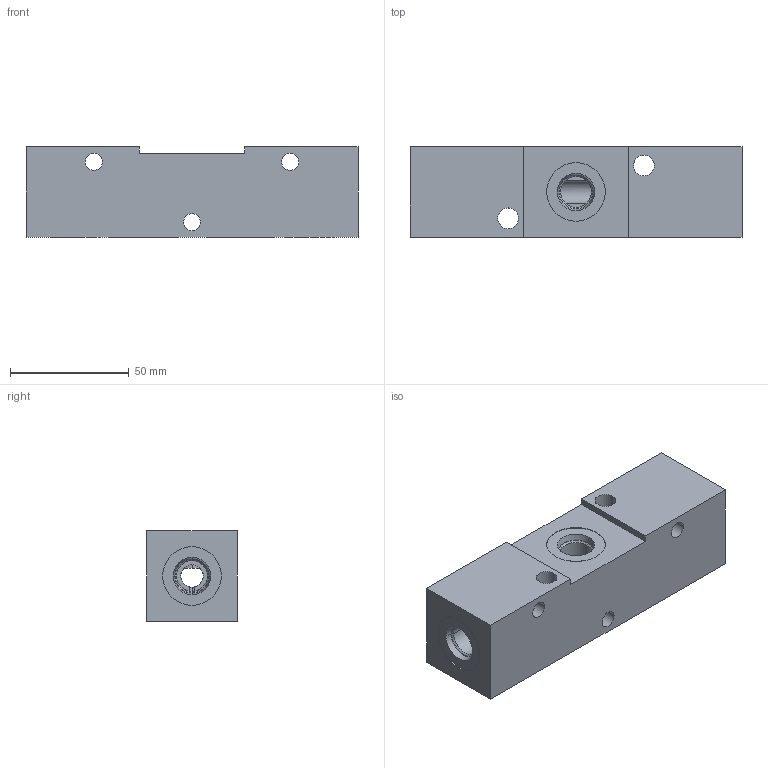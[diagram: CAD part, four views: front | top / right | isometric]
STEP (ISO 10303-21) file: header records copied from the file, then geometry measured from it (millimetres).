
FILE_DESCRIPTION((''),'2;1');
FILE_NAME('ILC31326401','2012-02-15T',('jdw'),(''),'PRO/ENGINEER BY PARAMETRIC TECHNOLOGY CORPORATION, 2007460','PRO/ENGINEER BY PARAMETRIC TECHNOLOGY CORPORATION, 2007460','');
FILE_SCHEMA(('AUTOMOTIVE_DESIGN_CC2 { 1 2 10303 214 -1 1 5 2 }'));
Length unit declared in the file: inch
Products named in the file (1): ILC31326401
Bounding box: 139.7 x 38.1 x 38.1 mm (x, y, z)
Volume: 168167.8 mm3; surface area: 37557.9 mm2
Topology: 1 solids, 11 shells, 136 faces, 346 edges, 228 vertices
Faces by surface type: cylinder 64, plane 44, cone 28
Entity records: 4537 total; most frequent: CARTESIAN_POINT 993, DIRECTION 760, ORIENTED_EDGE 658, EDGE_CURVE 346, AXIS2_PLACEMENT_3D 313, VERTEX_POINT 228, CIRCLE 176, EDGE_LOOP 171
